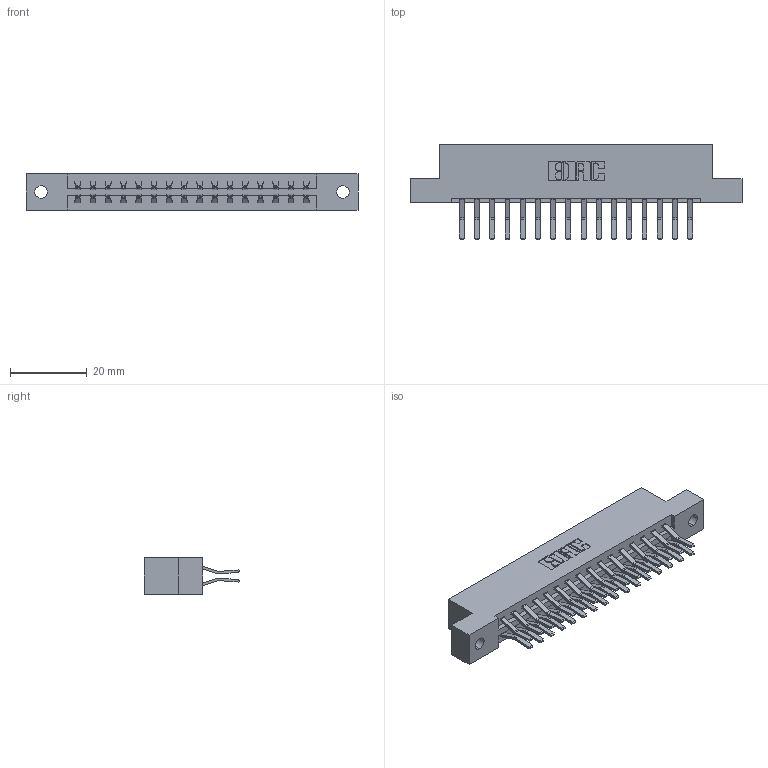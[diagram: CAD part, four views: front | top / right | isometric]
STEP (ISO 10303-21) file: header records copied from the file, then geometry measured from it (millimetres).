
FILE_DESCRIPTION (( 'STEP AP203' ), '1' );
FILE_NAME ('387-032-560-202.STEP', '2019-10-17T16:42:51', ( '' ), ( '' ), 'SwSTEP 2.0', 'SolidWorks 2016', '' );
FILE_SCHEMA (( 'CONFIG_CONTROL_DESIGN' ));
Length unit declared in the file: inch
Products named in the file (3): 387-032-560-202; 345-292-001_560 Tail; 337 Part_Flush Mounting Lugs - 0.128 Dia
Assembly tree (33 placements, depth 2):
  387-032-560-202
    337 Part_Flush Mounting Lugs - 0.128 Dia
    345-292-001_560 Tail  x32
Bounding box: 86.41 x 24.78 x 9.4 mm (x, y, z)
Volume: 8933.6 mm3; surface area: 10181.3 mm2
Topology: 33 solids, 33 shells, 1906 faces, 5655 edges, 3726 vertices
Faces by surface type: plane 1286, cylinder 620
Entity records: 15859 total; most frequent: CARTESIAN_POINT 2694, ORIENTED_EDGE 2630, DIRECTION 2343, EDGE_CURVE 1315, LINE 1183, VECTOR 1183, VERTEX_POINT 874, AXIS2_PLACEMENT_3D 580
